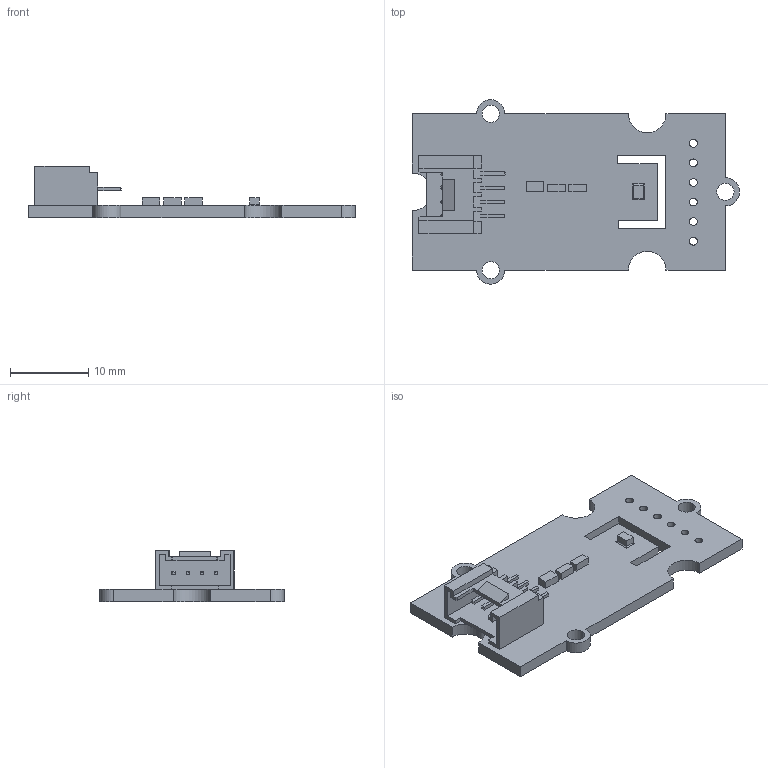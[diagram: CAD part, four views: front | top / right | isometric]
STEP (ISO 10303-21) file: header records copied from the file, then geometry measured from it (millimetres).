
FILE_DESCRIPTION(('CATIA V5 STEP Exchange'),'2;1');
FILE_NAME('barometer.stp','2017-12-05T08:42:03+00:00',('none'),('none'),'CATIA Version 5 Release 20 GA (IN-10)','CATIA V5 STEP AP203','none');
FILE_SCHEMA(('CONFIG_CONTROL_DESIGN'));
Length unit declared in the file: millimetre
Products named in the file (1): Product2
Assembly tree (2 placements, depth 2):
  Product2
    #58
    #2098
Bounding box: 41.8 x 23.57 x 6.55 mm (x, y, z)
Volume: 1318.7 mm3; surface area: 2396.7 mm2
Topology: 2 solids, 2 shells, 206 faces, 532 edges, 342 vertices
Faces by surface type: plane 178, cylinder 28
Entity records: 6124 total; most frequent: CARTESIAN_POINT 1083, ORIENTED_EDGE 1064, DIRECTION 906, EDGE_CURVE 532, VECTOR 480, LINE 480, VERTEX_POINT 342, EDGE_LOOP 238
